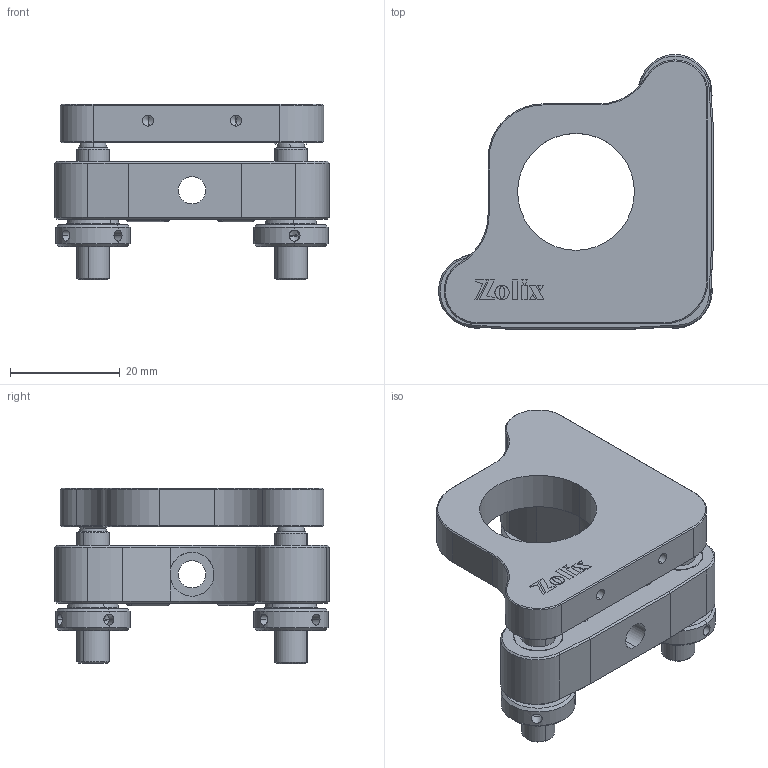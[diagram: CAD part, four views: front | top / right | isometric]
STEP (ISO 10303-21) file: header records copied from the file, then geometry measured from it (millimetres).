
FILE_DESCRIPTION (( 'STEP AP203' ), '1' );
FILE_NAME ('NMHS-LBE22.STEP', '2022-07-21T03:49:27', ( '' ), ( '' ), 'SwSTEP 2.0', 'SolidWorks 2021', '' );
FILE_SCHEMA (( 'CONFIG_CONTROL_DESIGN' ));
Length unit declared in the file: millimetre
Products named in the file (1): NMHS-LBE22
Bounding box: 50 x 50 x 31.94 mm (x, y, z)
Volume: 20703 mm3; surface area: 16288.3 mm2
Topology: 21 solids, 21 shells, 681 faces, 1660 edges, 1005 vertices
Faces by surface type: plane 313, cylinder 180, cone 176, sphere 6, torus 6
Entity records: 20046 total; most frequent: CARTESIAN_POINT 4101, DIRECTION 3380, ORIENTED_EDGE 3174, EDGE_CURVE 1587, AXIS2_PLACEMENT_3D 1177, LINE 1026, VECTOR 1026, VERTEX_POINT 996
